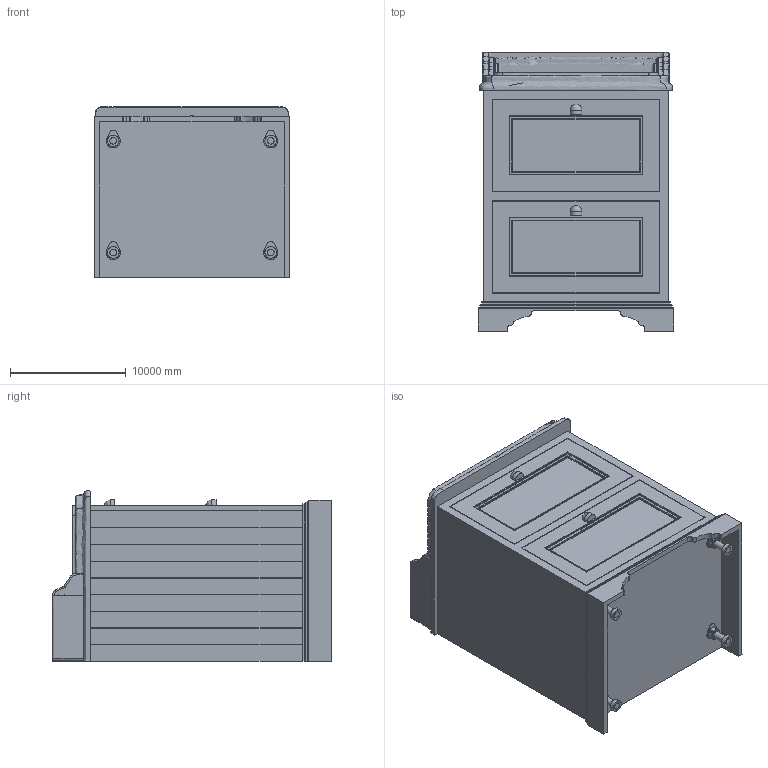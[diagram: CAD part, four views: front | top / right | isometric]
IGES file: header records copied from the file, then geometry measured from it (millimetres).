
Global section: file name: 90530; native system: AutoCAD 2016 - English; preprocessor: Autodesk Translation Framework DWG producer (atf_dwg_producer); organization: unknown; date: 20161027.163417; units: inch
Bounding box: 16916.4 x 24118.16 x 14770.43 mm (x, y, z)
Volume: 1071851671927 mm3; surface area: 4555849386 mm2
Topology: 33 solids, 33 shells, 861 faces, 2223 edges, 1431 vertices
Faces by surface type: bspline 861
